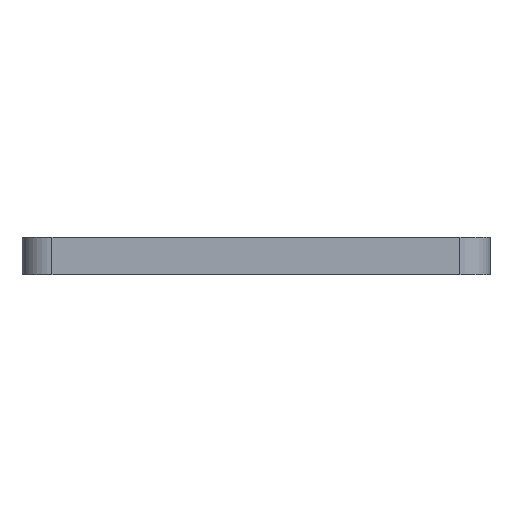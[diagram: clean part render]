
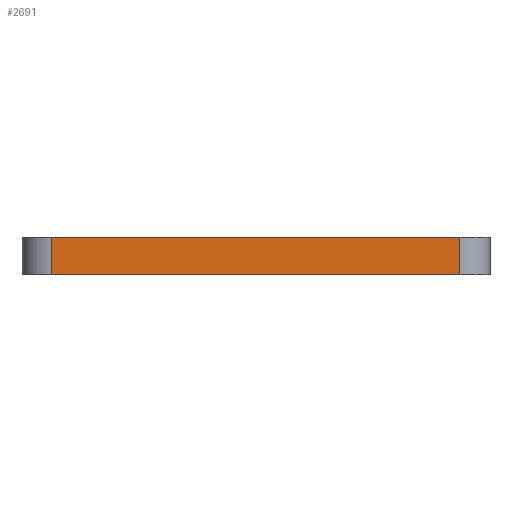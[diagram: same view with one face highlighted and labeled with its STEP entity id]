
A CAD part, left-side view. The second image highlights one B-rep face of the part: STEP entity #2691.
In plain terms, the highlighted planar face has unit normal (-1, 0, 0).
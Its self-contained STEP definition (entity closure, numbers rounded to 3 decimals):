
#55 = PLANE('',#56);
#56 = AXIS2_PLACEMENT_3D('',#57,#58,#59);
#57 = CARTESIAN_POINT('',(148.859,-104.992,0.));
#58 = DIRECTION('',(-0.,-0.,-1.));
#59 = DIRECTION('',(-1.,0.,0.));
#111 = PLANE('',#112);
#112 = AXIS2_PLACEMENT_3D('',#113,#114,#115);
#113 = CARTESIAN_POINT('',(148.859,-104.992,1.6));
#114 = DIRECTION('',(-0.,-0.,-1.));
#115 = DIRECTION('',(-1.,0.,0.));
#233 = VERTEX_POINT('',#234);
#234 = CARTESIAN_POINT('',(133.515,-113.64,0.));
#253 = CYLINDRICAL_SURFACE('',#254,1.27);
#254 = AXIS2_PLACEMENT_3D('',#255,#256,#257);
#255 = CARTESIAN_POINT('',(134.785,-113.64,0.));
#256 = DIRECTION('',(-0.,-0.,-1.));
#257 = DIRECTION('',(1.,0.,-0.));
#265 = EDGE_CURVE('',#233,#266,#268,.T.);
#266 = VERTEX_POINT('',#267);
#267 = CARTESIAN_POINT('',(133.515,-96.368,0.));
#268 = SURFACE_CURVE('',#269,(#273,#280),.PCURVE_S1.);
#269 = LINE('',#270,#271);
#270 = CARTESIAN_POINT('',(133.515,-113.64,0.));
#271 = VECTOR('',#272,1.);
#272 = DIRECTION('',(0.,1.,0.));
#273 = PCURVE('',#55,#274);
#274 = DEFINITIONAL_REPRESENTATION('',(#275),#279);
#275 = LINE('',#276,#277);
#276 = CARTESIAN_POINT('',(15.344,-8.648));
#277 = VECTOR('',#278,1.);
#278 = DIRECTION('',(0.,1.));
#279 = ( GEOMETRIC_REPRESENTATION_CONTEXT(2) 
PARAMETRIC_REPRESENTATION_CONTEXT() REPRESENTATION_CONTEXT('2D SPACE',''
  ) );
#280 = PCURVE('',#281,#286);
#281 = PLANE('',#282);
#282 = AXIS2_PLACEMENT_3D('',#283,#284,#285);
#283 = CARTESIAN_POINT('',(133.515,-113.64,0.));
#284 = DIRECTION('',(-1.,0.,0.));
#285 = DIRECTION('',(0.,1.,0.));
#286 = DEFINITIONAL_REPRESENTATION('',(#287),#291);
#287 = LINE('',#288,#289);
#288 = CARTESIAN_POINT('',(0.,0.));
#289 = VECTOR('',#290,1.);
#290 = DIRECTION('',(1.,0.));
#291 = ( GEOMETRIC_REPRESENTATION_CONTEXT(2) 
PARAMETRIC_REPRESENTATION_CONTEXT() REPRESENTATION_CONTEXT('2D SPACE',''
  ) );
#314 = CYLINDRICAL_SURFACE('',#315,1.27);
#315 = AXIS2_PLACEMENT_3D('',#316,#317,#318);
#316 = CARTESIAN_POINT('',(134.785,-96.368,0.));
#317 = DIRECTION('',(-0.,-0.,-1.));
#318 = DIRECTION('',(1.,0.,-0.));
#1339 = VERTEX_POINT('',#1340);
#1340 = CARTESIAN_POINT('',(133.515,-113.64,1.6));
#1366 = EDGE_CURVE('',#1339,#1367,#1369,.T.);
#1367 = VERTEX_POINT('',#1368);
#1368 = CARTESIAN_POINT('',(133.515,-96.368,1.6));
#1369 = SURFACE_CURVE('',#1370,(#1374,#1381),.PCURVE_S1.);
#1370 = LINE('',#1371,#1372);
#1371 = CARTESIAN_POINT('',(133.515,-113.64,1.6));
#1372 = VECTOR('',#1373,1.);
#1373 = DIRECTION('',(0.,1.,0.));
#1374 = PCURVE('',#111,#1375);
#1375 = DEFINITIONAL_REPRESENTATION('',(#1376),#1380);
#1376 = LINE('',#1377,#1378);
#1377 = CARTESIAN_POINT('',(15.344,-8.648));
#1378 = VECTOR('',#1379,1.);
#1379 = DIRECTION('',(0.,1.));
#1380 = ( GEOMETRIC_REPRESENTATION_CONTEXT(2) 
PARAMETRIC_REPRESENTATION_CONTEXT() REPRESENTATION_CONTEXT('2D SPACE',''
  ) );
#1381 = PCURVE('',#281,#1382);
#1382 = DEFINITIONAL_REPRESENTATION('',(#1383),#1387);
#1383 = LINE('',#1384,#1385);
#1384 = CARTESIAN_POINT('',(0.,-1.6));
#1385 = VECTOR('',#1386,1.);
#1386 = DIRECTION('',(1.,0.));
#1387 = ( GEOMETRIC_REPRESENTATION_CONTEXT(2) 
PARAMETRIC_REPRESENTATION_CONTEXT() REPRESENTATION_CONTEXT('2D SPACE',''
  ) );
#2670 = EDGE_CURVE('',#266,#1367,#2671,.T.);
#2671 = SURFACE_CURVE('',#2672,(#2676,#2683),.PCURVE_S1.);
#2672 = LINE('',#2673,#2674);
#2673 = CARTESIAN_POINT('',(133.515,-96.368,0.));
#2674 = VECTOR('',#2675,1.);
#2675 = DIRECTION('',(0.,0.,1.));
#2676 = PCURVE('',#314,#2677);
#2677 = DEFINITIONAL_REPRESENTATION('',(#2678),#2682);
#2678 = LINE('',#2679,#2680);
#2679 = CARTESIAN_POINT('',(-3.141,0.));
#2680 = VECTOR('',#2681,1.);
#2681 = DIRECTION('',(-0.,-1.));
#2682 = ( GEOMETRIC_REPRESENTATION_CONTEXT(2) 
PARAMETRIC_REPRESENTATION_CONTEXT() REPRESENTATION_CONTEXT('2D SPACE',''
  ) );
#2683 = PCURVE('',#281,#2684);
#2684 = DEFINITIONAL_REPRESENTATION('',(#2685),#2689);
#2685 = LINE('',#2686,#2687);
#2686 = CARTESIAN_POINT('',(17.272,0.));
#2687 = VECTOR('',#2688,1.);
#2688 = DIRECTION('',(0.,-1.));
#2689 = ( GEOMETRIC_REPRESENTATION_CONTEXT(2) 
PARAMETRIC_REPRESENTATION_CONTEXT() REPRESENTATION_CONTEXT('2D SPACE',''
  ) );
#2691 = ADVANCED_FACE('',(#2692),#281,.T.);
#2692 = FACE_BOUND('',#2693,.T.);
#2693 = EDGE_LOOP('',(#2694,#2715,#2716,#2717));
#2694 = ORIENTED_EDGE('',*,*,#2695,.T.);
#2695 = EDGE_CURVE('',#233,#1339,#2696,.T.);
#2696 = SURFACE_CURVE('',#2697,(#2701,#2708),.PCURVE_S1.);
#2697 = LINE('',#2698,#2699);
#2698 = CARTESIAN_POINT('',(133.515,-113.64,0.));
#2699 = VECTOR('',#2700,1.);
#2700 = DIRECTION('',(0.,0.,1.));
#2701 = PCURVE('',#281,#2702);
#2702 = DEFINITIONAL_REPRESENTATION('',(#2703),#2707);
#2703 = LINE('',#2704,#2705);
#2704 = CARTESIAN_POINT('',(0.,0.));
#2705 = VECTOR('',#2706,1.);
#2706 = DIRECTION('',(0.,-1.));
#2707 = ( GEOMETRIC_REPRESENTATION_CONTEXT(2) 
PARAMETRIC_REPRESENTATION_CONTEXT() REPRESENTATION_CONTEXT('2D SPACE',''
  ) );
#2708 = PCURVE('',#253,#2709);
#2709 = DEFINITIONAL_REPRESENTATION('',(#2710),#2714);
#2710 = LINE('',#2711,#2712);
#2711 = CARTESIAN_POINT('',(-3.141,0.));
#2712 = VECTOR('',#2713,1.);
#2713 = DIRECTION('',(-0.,-1.));
#2714 = ( GEOMETRIC_REPRESENTATION_CONTEXT(2) 
PARAMETRIC_REPRESENTATION_CONTEXT() REPRESENTATION_CONTEXT('2D SPACE',''
  ) );
#2715 = ORIENTED_EDGE('',*,*,#1366,.T.);
#2716 = ORIENTED_EDGE('',*,*,#2670,.F.);
#2717 = ORIENTED_EDGE('',*,*,#265,.F.);
